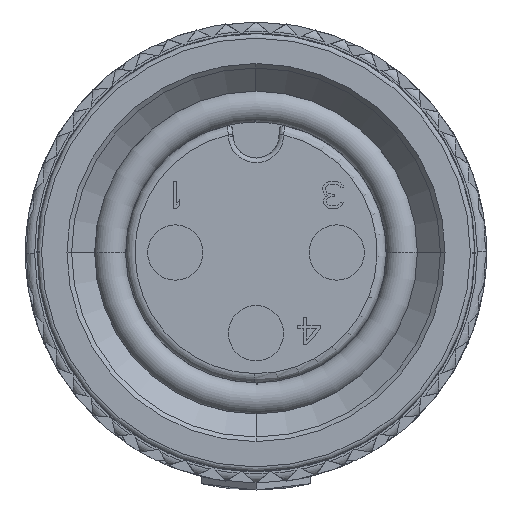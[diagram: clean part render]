
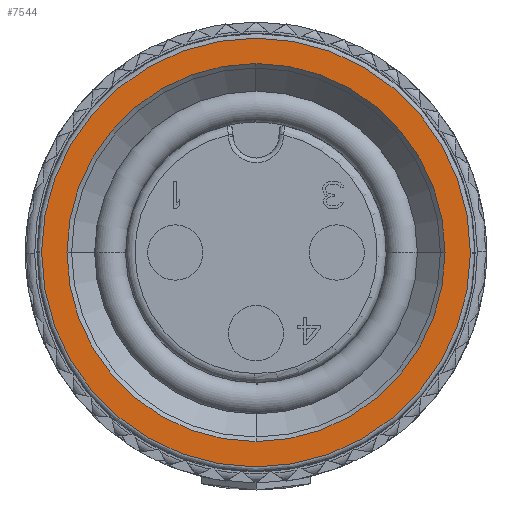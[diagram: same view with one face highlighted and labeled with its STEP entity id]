
A CAD part, front view. The second image highlights one B-rep face of the part: STEP entity #7544.
In plain terms, the highlighted planar face has unit normal (0, -1, 0).
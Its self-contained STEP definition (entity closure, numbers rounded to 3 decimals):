
#7544=ADVANCED_FACE('',(#16046,#16047),#16048,.T.);
#7562=EDGE_CURVE('',#16075,#16072,#16076,.T.);
#7566=EDGE_CURVE('',#16072,#16081,#16082,.T.);
#7574=EDGE_CURVE('',#16094,#16095,#16096,.T.);
#7580=EDGE_CURVE('',#16104,#16105,#16106,.T.);
#9686=EDGE_CURVE('',#16105,#16094,#18870,.T.);
#9688=EDGE_CURVE('',#16095,#16104,#18872,.T.);
#9698=EDGE_CURVE('',#18883,#16075,#18884,.T.);
#9700=EDGE_CURVE('',#16081,#18883,#18886,.T.);
#16046=FACE_OUTER_BOUND('',#72409,.T.);
#16047=FACE_BOUND('',#72410,.T.);
#16048=PLANE('',#72411);
#16072=VERTEX_POINT('',#72439);
#16075=VERTEX_POINT('',#72444);
#16076=CIRCLE('',#72445,4.1);
#16081=VERTEX_POINT('',#72452);
#16082=CIRCLE('',#72453,4.1);
#16094=VERTEX_POINT('',#72469);
#16095=VERTEX_POINT('',#72470);
#16096=CIRCLE('',#72471,4.65);
#16104=VERTEX_POINT('',#72482);
#16105=VERTEX_POINT('',#72483);
#16106=CIRCLE('',#72484,4.65);
#18870=CIRCLE('',#79176,4.65);
#18872=CIRCLE('',#79179,4.65);
#18883=VERTEX_POINT('',#79197);
#18884=CIRCLE('',#79198,4.1);
#18886=CIRCLE('',#79201,4.1);
#72409=EDGE_LOOP('',(#99966,#99967,#99968,#99969));
#72410=EDGE_LOOP('',(#99970,#99971,#99972,#99973));
#72411=AXIS2_PLACEMENT_3D('',#99974,#99975,#99976);
#72439=CARTESIAN_POINT('',(4.1,-8.5,0.0));
#72444=CARTESIAN_POINT('',(0.,-8.5,4.1));
#72445=AXIS2_PLACEMENT_3D('',#100024,#100025,#100026);
#72452=CARTESIAN_POINT('',(0.,-8.5,-4.1));
#72453=AXIS2_PLACEMENT_3D('',#100030,#100031,#100032);
#72469=CARTESIAN_POINT('',(4.65,-8.5,0.0));
#72470=CARTESIAN_POINT('',(-4.65,-8.5,0.024));
#72471=AXIS2_PLACEMENT_3D('',#100042,#100043,#100044);
#72482=CARTESIAN_POINT('',(-4.65,-8.5,0.0));
#72483=CARTESIAN_POINT('',(4.65,-8.5,-0.024));
#72484=AXIS2_PLACEMENT_3D('',#100051,#100052,#100053);
#79176=AXIS2_PLACEMENT_3D('',#101574,#101575,#101576);
#79179=AXIS2_PLACEMENT_3D('',#101577,#101578,#101579);
#79197=CARTESIAN_POINT('',(-4.1,-8.5,0.0));
#79198=AXIS2_PLACEMENT_3D('',#101588,#101589,#101590);
#79201=AXIS2_PLACEMENT_3D('',#101591,#101592,#101593);
#99966=ORIENTED_EDGE('',*,*,#7574,.T.);
#99967=ORIENTED_EDGE('',*,*,#9688,.T.);
#99968=ORIENTED_EDGE('',*,*,#7580,.T.);
#99969=ORIENTED_EDGE('',*,*,#9686,.T.);
#99970=ORIENTED_EDGE('',*,*,#9698,.T.);
#99971=ORIENTED_EDGE('',*,*,#7562,.T.);
#99972=ORIENTED_EDGE('',*,*,#7566,.T.);
#99973=ORIENTED_EDGE('',*,*,#9700,.T.);
#99974=CARTESIAN_POINT('',(0.0,-8.5,0.0));
#99975=DIRECTION('',(0.0,-1.0,0.0));
#99976=DIRECTION('',(0.0,0.0,-1.0));
#100024=CARTESIAN_POINT('',(0.0,-8.5,0.0));
#100025=DIRECTION('',(0.0,1.0,0.0));
#100026=DIRECTION('',(-1.0,0.0,0.0));
#100030=CARTESIAN_POINT('',(0.0,-8.5,0.0));
#100031=DIRECTION('',(-0.0,1.0,0.0));
#100032=DIRECTION('',(1.0,0.0,0.0));
#100042=CARTESIAN_POINT('',(0.0,-8.5,0.0));
#100043=DIRECTION('',(0.0,-1.0,0.0));
#100044=DIRECTION('',(1.0,0.0,0.0));
#100051=CARTESIAN_POINT('',(0.0,-8.5,0.0));
#100052=DIRECTION('',(0.0,-1.0,0.0));
#100053=DIRECTION('',(-1.0,0.0,0.0));
#101574=CARTESIAN_POINT('',(0.0,-8.5,0.0));
#101575=DIRECTION('',(0.0,-1.0,0.0));
#101576=DIRECTION('',(-1.0,0.0,0.0));
#101577=CARTESIAN_POINT('',(0.0,-8.5,0.0));
#101578=DIRECTION('',(0.0,-1.0,0.0));
#101579=DIRECTION('',(1.0,0.0,0.0));
#101588=CARTESIAN_POINT('',(0.0,-8.5,0.0));
#101589=DIRECTION('',(0.0,1.0,0.0));
#101590=DIRECTION('',(-1.0,0.0,0.0));
#101591=CARTESIAN_POINT('',(0.0,-8.5,0.0));
#101592=DIRECTION('',(-0.0,1.0,0.0));
#101593=DIRECTION('',(1.0,0.0,0.0));
